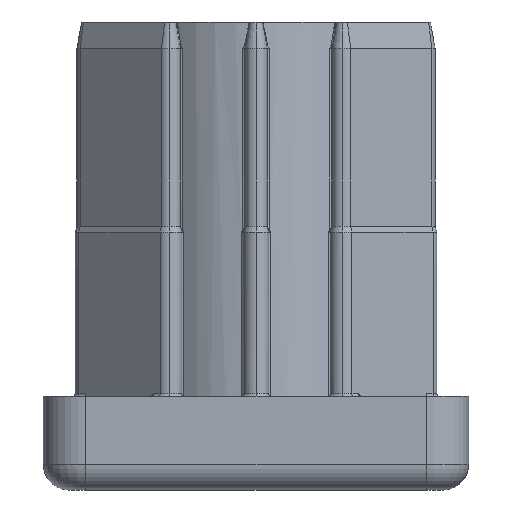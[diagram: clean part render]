
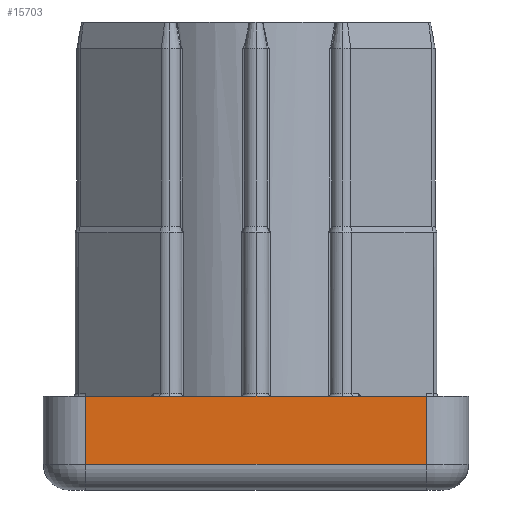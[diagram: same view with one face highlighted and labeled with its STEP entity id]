
A CAD part, left-side view. The second image highlights one B-rep face of the part: STEP entity #15703.
In plain terms, the highlighted planar face has unit normal (-1, 0, 0).
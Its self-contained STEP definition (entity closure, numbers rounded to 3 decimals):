
#625 = ORIENTED_EDGE ( 'NONE', *, *, #4450, .T. ) ;
#677 = DIRECTION ( 'NONE',  ( 1., 0., 0. ) ) ;
#802 = CARTESIAN_POINT ( 'NONE',  ( -25., -20., 3. ) ) ;
#862 = VERTEX_POINT ( 'NONE', #13851 ) ;
#926 = DIRECTION ( 'NONE',  ( 0., -1., 0. ) ) ;
#1115 = LINE ( 'NONE', #11369, #7813 ) ;
#1855 = EDGE_CURVE ( 'NONE', #862, #7107, #13214, .T. ) ;
#2022 = EDGE_LOOP ( 'NONE', ( #11297, #9437, #625, #14629 ) ) ;
#2722 = AXIS2_PLACEMENT_3D ( 'NONE', #3190, #677, #9462 ) ;
#2781 = CARTESIAN_POINT ( 'NONE',  ( -25., -20., 3. ) ) ;
#3190 = CARTESIAN_POINT ( 'NONE',  ( -25., -25., 11. ) ) ;
#3898 = DIRECTION ( 'NONE',  ( 0., 0., 1. ) ) ;
#4450 = EDGE_CURVE ( 'NONE', #11283, #11050, #1115, .T. ) ;
#4605 = DIRECTION ( 'NONE',  ( 0., 0., -1. ) ) ;
#4802 = FACE_OUTER_BOUND ( 'NONE', #2022, .T. ) ;
#5265 = VECTOR ( 'NONE', #926, 1000. ) ;
#6452 = EDGE_CURVE ( 'NONE', #862, #11050, #8939, .T. ) ;
#7107 = VERTEX_POINT ( 'NONE', #13602 ) ;
#7216 = CARTESIAN_POINT ( 'NONE',  ( -25., -25., 11. ) ) ;
#7813 = VECTOR ( 'NONE', #3898, 1000. ) ;
#8214 = PLANE ( 'NONE',  #2722 ) ;
#8333 = DIRECTION ( 'NONE',  ( 0., -1., 0. ) ) ;
#8479 = EDGE_CURVE ( 'NONE', #7107, #11283, #9825, .T. ) ;
#8512 = CARTESIAN_POINT ( 'NONE',  ( -25., -20., 11. ) ) ;
#8939 = LINE ( 'NONE', #7216, #5265 ) ;
#9437 = ORIENTED_EDGE ( 'NONE', *, *, #8479, .T. ) ;
#9462 = DIRECTION ( 'NONE',  ( 0., 0., -1. ) ) ;
#9825 = LINE ( 'NONE', #802, #13076 ) ;
#11050 = VERTEX_POINT ( 'NONE', #8512 ) ;
#11283 = VERTEX_POINT ( 'NONE', #2781 ) ;
#11297 = ORIENTED_EDGE ( 'NONE', *, *, #1855, .T. ) ;
#11369 = CARTESIAN_POINT ( 'NONE',  ( -25., -20., 11. ) ) ;
#13076 = VECTOR ( 'NONE', #8333, 1000. ) ;
#13214 = LINE ( 'NONE', #13218, #13940 ) ;
#13218 = CARTESIAN_POINT ( 'NONE',  ( -25., 20., 11. ) ) ;
#13602 = CARTESIAN_POINT ( 'NONE',  ( -25., 20., 3. ) ) ;
#13851 = CARTESIAN_POINT ( 'NONE',  ( -25., 20., 11. ) ) ;
#13940 = VECTOR ( 'NONE', #4605, 1000. ) ;
#14629 = ORIENTED_EDGE ( 'NONE', *, *, #6452, .F. ) ;
#15703 = ADVANCED_FACE ( 'NONE', ( #4802 ), #8214, .F. ) ;
